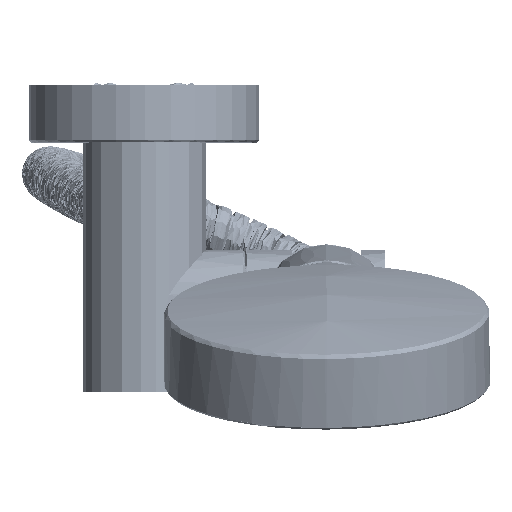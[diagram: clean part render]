
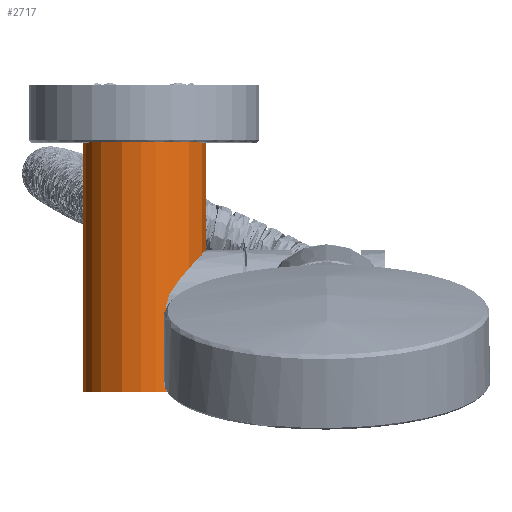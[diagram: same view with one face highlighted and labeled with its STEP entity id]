
A CAD part, top view. The second image highlights one B-rep face of the part: STEP entity #2717.
In plain terms, the highlighted cylindrical face has radius 16 mm (diameter 32 mm), a partial arc.
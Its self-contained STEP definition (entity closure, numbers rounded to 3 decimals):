
#2717=ADVANCED_FACE('',(#4778),#33274,.T.);
#4778=FACE_OUTER_BOUND('',#6867,.T.);
#6867=EDGE_LOOP('',(#9877,#9878,#9879,#9880));
#9877=ORIENTED_EDGE('',*,*,#19843,.T.);
#9878=ORIENTED_EDGE('',*,*,#19844,.F.);
#9879=ORIENTED_EDGE('',*,*,#19845,.T.);
#9880=ORIENTED_EDGE('',*,*,#19846,.T.);
#19843=EDGE_CURVE('',#30199,#30198,#26389,.T.);
#19844=EDGE_CURVE('',#30197,#30198,#24816,.T.);
#19845=EDGE_CURVE('',#30197,#30200,#26390,.T.);
#19846=EDGE_CURVE('',#30200,#30199,#24817,.T.);
#24816=(
BOUNDED_CURVE()
B_SPLINE_CURVE(2,(#233218,#233219,#233220,#233221,#233222),
 .UNSPECIFIED.,.F.,.F.)
B_SPLINE_CURVE_WITH_KNOTS((3,2,3),(-64.,-32.,0.),.UNSPECIFIED.)
CURVE()
GEOMETRIC_REPRESENTATION_ITEM()
RATIONAL_B_SPLINE_CURVE((1.,0.707,1.,0.707,1.))
REPRESENTATION_ITEM('')
);
#24817=(
BOUNDED_CURVE()
B_SPLINE_CURVE(2,(#233225,#233226,#233227,#233228,#233229),
 .UNSPECIFIED.,.F.,.F.)
B_SPLINE_CURVE_WITH_KNOTS((3,2,3),(0.,32.,64.),.UNSPECIFIED.)
CURVE()
GEOMETRIC_REPRESENTATION_ITEM()
RATIONAL_B_SPLINE_CURVE((1.,0.707,1.,0.707,1.))
REPRESENTATION_ITEM('')
);
#26389=B_SPLINE_CURVE_WITH_KNOTS('',1,(#233216,#233217),.UNSPECIFIED.,.F.,
 .F.,(2,2),(0.,80.),.UNSPECIFIED.);
#26390=B_SPLINE_CURVE_WITH_KNOTS('',1,(#233223,#233224),.UNSPECIFIED.,.F.,
 .F.,(2,2),(0.,80.),.UNSPECIFIED.);
#30197=VERTEX_POINT('',#233148);
#30198=VERTEX_POINT('',#233149);
#30199=VERTEX_POINT('',#233150);
#30200=VERTEX_POINT('',#233151);
#33274=CYLINDRICAL_SURFACE('',#34375,16.);
#34375=AXIS2_PLACEMENT_3D('',#233136,#35079,$);
#35079=DIRECTION('',(0.,-1.,0.));
#233136=CARTESIAN_POINT('',(0.,40.,0.));
#233148=CARTESIAN_POINT('',(0.,80.,16.));
#233149=CARTESIAN_POINT('',(0.,80.,-16.));
#233150=CARTESIAN_POINT('',(0.,0.,-16.));
#233151=CARTESIAN_POINT('',(0.,0.,16.));
#233216=CARTESIAN_POINT('',(0.,0.,-16.));
#233217=CARTESIAN_POINT('',(0.,80.,-16.));
#233218=CARTESIAN_POINT('',(0.,80.,16.));
#233219=CARTESIAN_POINT('',(16.,80.,16.));
#233220=CARTESIAN_POINT('',(16.,80.,0.));
#233221=CARTESIAN_POINT('',(16.,80.,-16.));
#233222=CARTESIAN_POINT('',(0.,80.,-16.));
#233223=CARTESIAN_POINT('',(0.,80.,16.));
#233224=CARTESIAN_POINT('',(0.,0.,16.));
#233225=CARTESIAN_POINT('',(0.,0.,16.));
#233226=CARTESIAN_POINT('',(16.,0.,16.));
#233227=CARTESIAN_POINT('',(16.,0.,0.));
#233228=CARTESIAN_POINT('',(16.,0.,-16.));
#233229=CARTESIAN_POINT('',(0.,0.,-16.));
